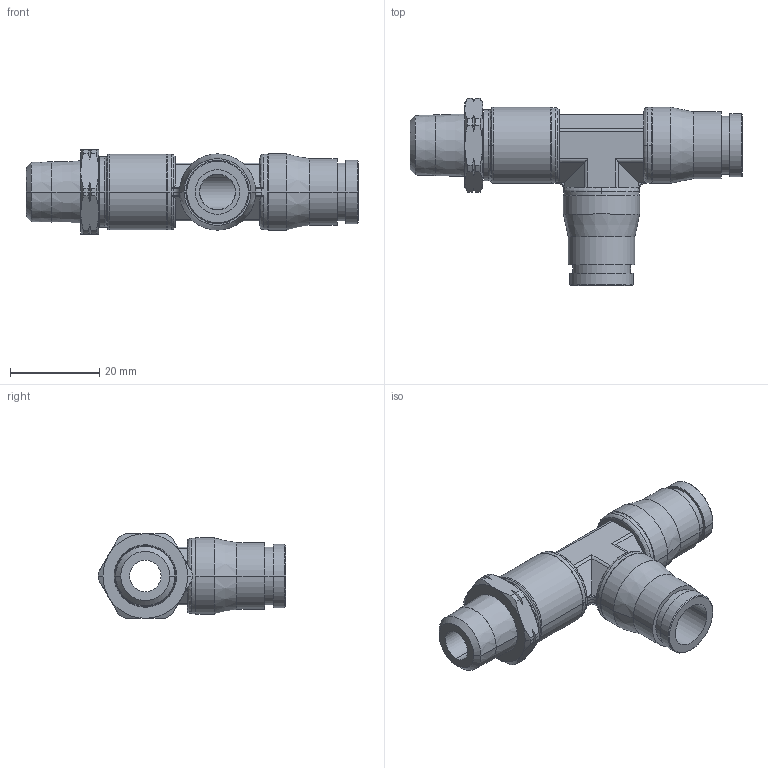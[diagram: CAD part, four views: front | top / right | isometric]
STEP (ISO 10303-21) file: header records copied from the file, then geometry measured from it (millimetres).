
FILE_DESCRIPTION(('STEP AP214'),'1');
FILE_NAME('3803_10_14.stp','2016-07-07T14:26:50',('TraceParts'),('TraceParts S.A.'),'Spatial InterOp 3D',' ',' ');
FILE_SCHEMA(('automotive_design'));
Length unit declared in the file: millimetre
Products named in the file (1): 1
Bounding box: 74.49 x 41.96 x 19 mm (x, y, z)
Volume: 12355.9 mm3; surface area: 8437.3 mm2
Topology: 1 solids, 1 shells, 202 faces, 511 edges, 320 vertices
Faces by surface type: cylinder 73, cone 68, plane 40, torus 21
Entity records: 6325 total; most frequent: CARTESIAN_POINT 1496, DIRECTION 1058, ORIENTED_EDGE 1022, EDGE_CURVE 511, AXIS2_PLACEMENT_3D 442, VERTEX_POINT 320, CIRCLE 231, EDGE_LOOP 215
